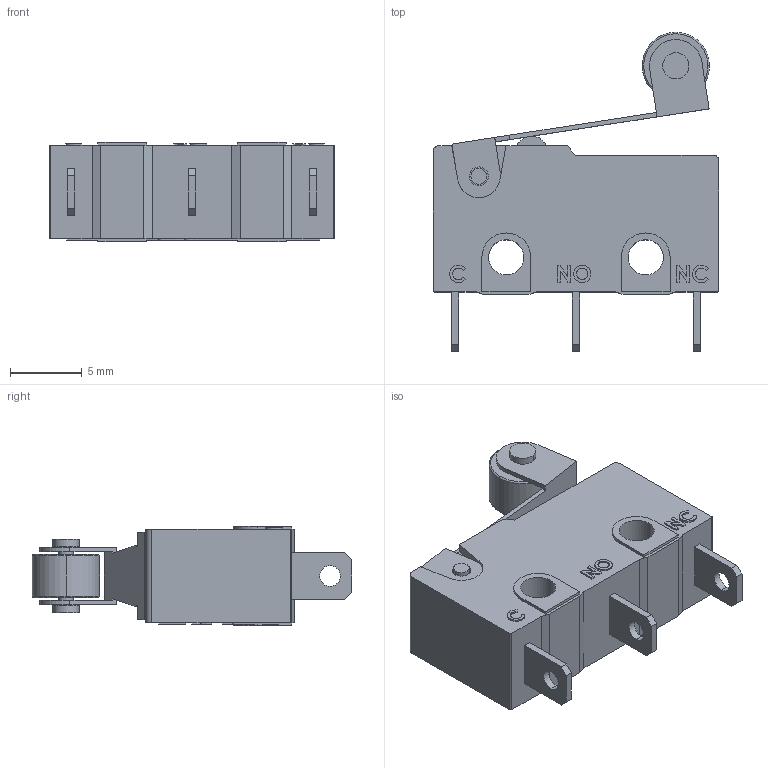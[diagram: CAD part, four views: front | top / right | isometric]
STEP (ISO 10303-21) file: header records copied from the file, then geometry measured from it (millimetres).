
FILE_DESCRIPTION (( 'STEP AP214' ), '1' );
FILE_NAME ('Limit Switch.STEP', '2018-04-29T06:33:32', ( '' ), ( '' ), 'SwSTEP 2.0', 'SolidWorks 2014', '' );
FILE_SCHEMA (( 'AUTOMOTIVE_DESIGN' ));
Length unit declared in the file: millimetre
Products named in the file (6): Limit Switch; Link; Switch_Button; Body; Wheel; Wheel shaft
Assembly tree (5 placements, depth 2):
  Limit Switch
    Body
    Switch_Button
    Link
    Wheel shaft
    Wheel
Bounding box: 19.88 x 22.2 x 6.9 mm (x, y, z)
Volume: 1336 mm3; surface area: 1464.6 mm2
Topology: 5 solids, 5 shells, 447 faces, 1184 edges, 788 vertices
Faces by surface type: plane 292, bspline 101, cylinder 50, torus 4
Entity records: 20199 total; most frequent: CARTESIAN_POINT 9232, ORIENTED_EDGE 2368, DIRECTION 1798, EDGE_CURVE 1184, LINE 874, VECTOR 874, VERTEX_POINT 788, EDGE_LOOP 508
